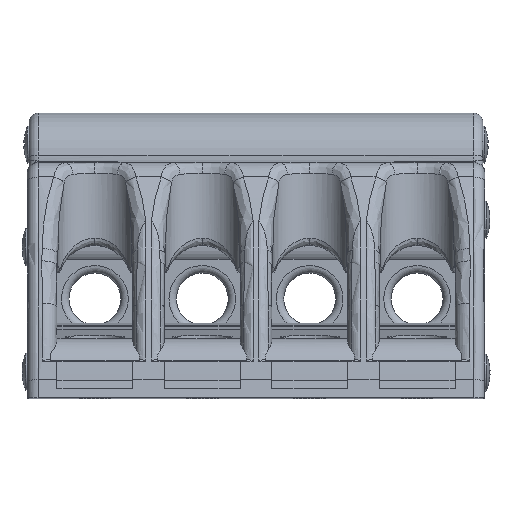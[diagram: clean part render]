
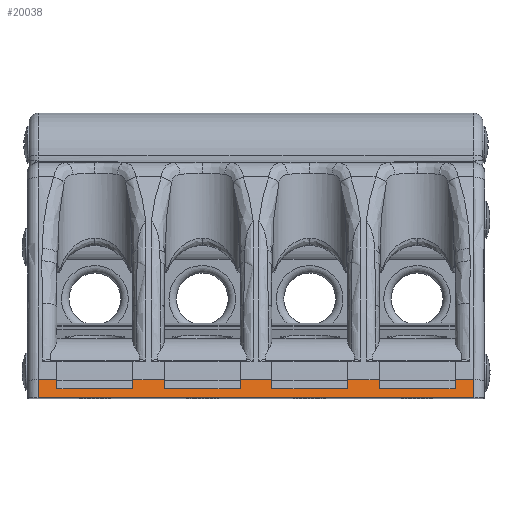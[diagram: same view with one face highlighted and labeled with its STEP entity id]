
A CAD part, top view. The second image highlights one B-rep face of the part: STEP entity #20038.
In plain terms, the highlighted planar face has unit normal (0, 0.174, 0.985).
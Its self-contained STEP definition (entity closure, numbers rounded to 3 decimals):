
#990=LINE('',#33060,#2091);
#999=LINE('',#33157,#2100);
#1002=LINE('',#33234,#2103);
#1016=LINE('',#33914,#2117);
#1050=LINE('',#34069,#2151);
#1180=LINE('',#34927,#2281);
#1290=LINE('',#39462,#2391);
#1299=LINE('',#39520,#2400);
#1302=LINE('',#39593,#2403);
#1331=LINE('',#40667,#2432);
#1436=LINE('',#44876,#2537);
#1445=LINE('',#44934,#2546);
#1448=LINE('',#45007,#2549);
#1508=LINE('',#46264,#2609);
#1509=LINE('',#46266,#2610);
#1510=LINE('',#46268,#2611);
#1511=LINE('',#46270,#2612);
#1512=LINE('',#46272,#2613);
#1513=LINE('',#46274,#2614);
#1514=LINE('',#46275,#2615);
#2091=VECTOR('',#23508,10.);
#2100=VECTOR('',#23543,10.);
#2103=VECTOR('',#23576,10.);
#2117=VECTOR('',#23642,10.);
#2151=VECTOR('',#23796,10.);
#2281=VECTOR('',#24322,10.);
#2391=VECTOR('',#24860,10.);
#2400=VECTOR('',#24879,10.);
#2403=VECTOR('',#24908,10.);
#2432=VECTOR('',#25003,10.);
#2537=VECTOR('',#25494,10.);
#2546=VECTOR('',#25513,10.);
#2549=VECTOR('',#25542,10.);
#2609=VECTOR('',#25682,10.);
#2610=VECTOR('',#25683,10.);
#2611=VECTOR('',#25684,10.);
#2612=VECTOR('',#25685,10.);
#2613=VECTOR('',#25686,10.);
#2614=VECTOR('',#25687,10.);
#2615=VECTOR('',#25688,10.);
#3202=PLANE('',#21701);
#4037=FACE_OUTER_BOUND('',#5157,.T.);
#5157=EDGE_LOOP('',(#16963,#16964,#16965,#16966,#16967,#16968,#16969,#16970,
#16971,#16972,#16973,#16974,#16975,#16976,#16977,#16978,#16979,#16980,#16981,
#16982));
#8089=VERTEX_POINT('',#33057);
#8090=VERTEX_POINT('',#33059);
#8107=VERTEX_POINT('',#33156);
#8122=VERTEX_POINT('',#33232);
#8152=VERTEX_POINT('',#33912);
#8213=VERTEX_POINT('',#34067);
#8315=VERTEX_POINT('',#34926);
#8580=VERTEX_POINT('',#39459);
#8581=VERTEX_POINT('',#39461);
#8589=VERTEX_POINT('',#39519);
#8648=VERTEX_POINT('',#40666);
#8879=VERTEX_POINT('',#44873);
#8880=VERTEX_POINT('',#44875);
#8888=VERTEX_POINT('',#44933);
#8989=VERTEX_POINT('',#46263);
#8990=VERTEX_POINT('',#46265);
#8991=VERTEX_POINT('',#46267);
#8992=VERTEX_POINT('',#46269);
#8993=VERTEX_POINT('',#46271);
#8994=VERTEX_POINT('',#46273);
#10349=EDGE_CURVE('',#8090,#8089,#990,.T.);
#10372=EDGE_CURVE('',#8090,#8107,#999,.T.);
#10393=EDGE_CURVE('',#8089,#8122,#1002,.T.);
#10451=EDGE_CURVE('',#8122,#8152,#1016,.T.);
#10529=EDGE_CURVE('',#8213,#8152,#1050,.T.);
#10756=EDGE_CURVE('',#8315,#8107,#1180,.T.);
#11154=EDGE_CURVE('',#8581,#8580,#1290,.T.);
#11167=EDGE_CURVE('',#8581,#8589,#1299,.T.);
#11186=EDGE_CURVE('',#8580,#8315,#1302,.T.);
#11271=EDGE_CURVE('',#8648,#8589,#1331,.T.);
#11627=EDGE_CURVE('',#8880,#8879,#1436,.T.);
#11640=EDGE_CURVE('',#8880,#8888,#1445,.T.);
#11659=EDGE_CURVE('',#8879,#8648,#1448,.T.);
#11788=EDGE_CURVE('',#8989,#8888,#1508,.T.);
#11789=EDGE_CURVE('',#8990,#8213,#1509,.T.);
#11790=EDGE_CURVE('',#8990,#8991,#1510,.T.);
#11791=EDGE_CURVE('',#8992,#8991,#1511,.T.);
#11792=EDGE_CURVE('',#8993,#8992,#1512,.T.);
#11793=EDGE_CURVE('',#8993,#8994,#1513,.T.);
#11794=EDGE_CURVE('',#8994,#8989,#1514,.T.);
#16963=ORIENTED_EDGE('',*,*,#11788,.T.);
#16964=ORIENTED_EDGE('',*,*,#11640,.F.);
#16965=ORIENTED_EDGE('',*,*,#11627,.T.);
#16966=ORIENTED_EDGE('',*,*,#11659,.T.);
#16967=ORIENTED_EDGE('',*,*,#11271,.T.);
#16968=ORIENTED_EDGE('',*,*,#11167,.F.);
#16969=ORIENTED_EDGE('',*,*,#11154,.T.);
#16970=ORIENTED_EDGE('',*,*,#11186,.T.);
#16971=ORIENTED_EDGE('',*,*,#10756,.T.);
#16972=ORIENTED_EDGE('',*,*,#10372,.F.);
#16973=ORIENTED_EDGE('',*,*,#10349,.T.);
#16974=ORIENTED_EDGE('',*,*,#10393,.T.);
#16975=ORIENTED_EDGE('',*,*,#10451,.T.);
#16976=ORIENTED_EDGE('',*,*,#10529,.F.);
#16977=ORIENTED_EDGE('',*,*,#11789,.F.);
#16978=ORIENTED_EDGE('',*,*,#11790,.T.);
#16979=ORIENTED_EDGE('',*,*,#11791,.F.);
#16980=ORIENTED_EDGE('',*,*,#11792,.F.);
#16981=ORIENTED_EDGE('',*,*,#11793,.T.);
#16982=ORIENTED_EDGE('',*,*,#11794,.T.);
#20038=ADVANCED_FACE('',(#4037),#3202,.T.);
#21701=AXIS2_PLACEMENT_3D('',#46262,#25680,#25681);
#23508=DIRECTION('',(-1.,0.,0.));
#23543=DIRECTION('',(0.,0.985,-0.174));
#23576=DIRECTION('',(0.,0.985,-0.174));
#23642=DIRECTION('',(-1.,0.,0.));
#23796=DIRECTION('',(0.,0.985,-0.174));
#24322=DIRECTION('',(-1.,0.,0.));
#24860=DIRECTION('',(-1.,0.,0.));
#24879=DIRECTION('',(0.,0.985,-0.174));
#24908=DIRECTION('',(0.,0.985,-0.174));
#25003=DIRECTION('',(-1.,0.,0.));
#25494=DIRECTION('',(-1.,0.,0.));
#25513=DIRECTION('',(0.,0.985,-0.174));
#25542=DIRECTION('',(0.,0.985,-0.174));
#25680=DIRECTION('center_axis',(0.,0.174,
0.985));
#25681=DIRECTION('ref_axis',(0.,0.985,-0.174));
#25682=DIRECTION('',(-1.,0.,0.));
#25683=DIRECTION('',(-1.,0.,0.));
#25684=DIRECTION('',(0.,0.985,-0.174));
#25685=DIRECTION('',(1.,0.,0.));
#25686=DIRECTION('',(0.,0.985,-0.174));
#25687=DIRECTION('',(-1.,0.,0.));
#25688=DIRECTION('',(0.,0.985,-0.174));
#33057=CARTESIAN_POINT('',(-97.25,0.,77.684));
#33059=CARTESIAN_POINT('',(-76.75,0.,77.684));
#33060=CARTESIAN_POINT('',(-87.,0.,77.684));
#33156=CARTESIAN_POINT('',(-76.75,2.424,77.257));
#33157=CARTESIAN_POINT('',(-76.75,19.465,74.252));
#33232=CARTESIAN_POINT('',(-97.25,2.424,77.257));
#33234=CARTESIAN_POINT('',(-97.25,19.465,74.252));
#33912=CARTESIAN_POINT('',(-102.265,2.424,77.257));
#33914=CARTESIAN_POINT('',(-87.,2.424,77.257));
#34067=CARTESIAN_POINT('',(-102.265,-2.5,78.125));
#34069=CARTESIAN_POINT('',(-102.265,2.424,77.257));
#34926=CARTESIAN_POINT('',(-68.25,2.424,77.257));
#34927=CARTESIAN_POINT('',(-58.,2.424,77.257));
#39459=CARTESIAN_POINT('',(-68.25,0.,77.684));
#39461=CARTESIAN_POINT('',(-47.75,0.,77.684));
#39462=CARTESIAN_POINT('',(-58.,0.,77.684));
#39519=CARTESIAN_POINT('',(-47.75,2.424,77.257));
#39520=CARTESIAN_POINT('',(-47.75,19.465,74.252));
#39593=CARTESIAN_POINT('',(-68.25,19.465,74.252));
#40666=CARTESIAN_POINT('',(-39.25,2.424,77.257));
#40667=CARTESIAN_POINT('',(-29.,2.424,77.257));
#44873=CARTESIAN_POINT('',(-39.25,0.,77.684));
#44875=CARTESIAN_POINT('',(-18.75,0.,77.684));
#44876=CARTESIAN_POINT('',(-29.,0.,77.684));
#44933=CARTESIAN_POINT('',(-18.75,2.424,77.257));
#44934=CARTESIAN_POINT('',(-18.75,19.465,74.252));
#45007=CARTESIAN_POINT('',(-39.25,19.465,74.252));
#46262=CARTESIAN_POINT('Origin',(0.,-2.5,
78.125));
#46263=CARTESIAN_POINT('',(-10.25,2.424,77.257));
#46264=CARTESIAN_POINT('',(0.,2.424,77.257));
#46265=CARTESIAN_POINT('',(15.265,-2.5,78.125));
#46266=CARTESIAN_POINT('',(0.,-2.5,78.125));
#46267=CARTESIAN_POINT('',(15.265,2.424,77.257));
#46268=CARTESIAN_POINT('',(15.265,2.424,77.257));
#46269=CARTESIAN_POINT('',(10.25,2.424,77.257));
#46270=CARTESIAN_POINT('',(0.,2.424,77.257));
#46271=CARTESIAN_POINT('',(10.25,0.,77.684));
#46272=CARTESIAN_POINT('',(10.25,19.465,74.252));
#46273=CARTESIAN_POINT('',(-10.25,0.,77.684));
#46274=CARTESIAN_POINT('',(0.,0.,77.684));
#46275=CARTESIAN_POINT('',(-10.25,19.465,74.252));
